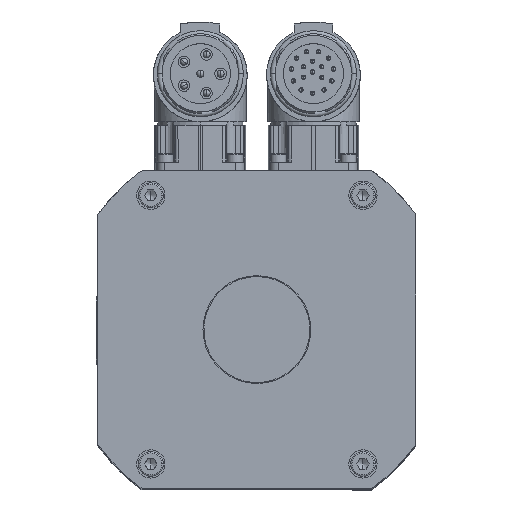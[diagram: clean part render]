
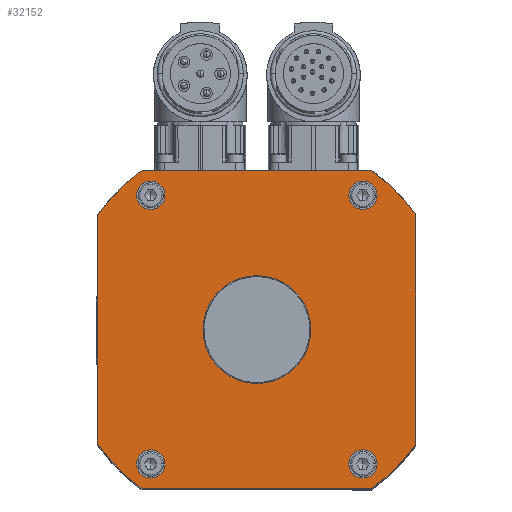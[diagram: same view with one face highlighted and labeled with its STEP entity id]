
A CAD part, top view. The second image highlights one B-rep face of the part: STEP entity #32152.
In plain terms, the highlighted planar face has unit normal (0, 0, 1).
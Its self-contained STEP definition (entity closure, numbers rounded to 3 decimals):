
#10534=CARTESIAN_POINT('',(-30.,42.,201.));
#10535=VERTEX_POINT('',#10534);
#10551=CARTESIAN_POINT('',(-30.,34.,201.));
#10552=VERTEX_POINT('',#10551);
#10559=CARTESIAN_POINT('',(-30.,38.,201.));
#10560=DIRECTION('',(0.0,0.0,-1.0));
#10561=DIRECTION('',(0.0,1.0,0.0));
#10562=AXIS2_PLACEMENT_3D('',#10559,#10560,#10561);
#10563=CIRCLE('',#10562,4.0);
#10564=EDGE_CURVE('',#10535,#10552,#10563,.T.);
#10597=CARTESIAN_POINT('',(-30.,-34.,201.));
#10598=VERTEX_POINT('',#10597);
#10614=CARTESIAN_POINT('',(-30.,-42.,201.));
#10615=VERTEX_POINT('',#10614);
#10622=CARTESIAN_POINT('',(-30.,-38.,201.));
#10623=DIRECTION('',(0.0,0.0,-1.0));
#10624=DIRECTION('',(0.0,1.0,0.0));
#10625=AXIS2_PLACEMENT_3D('',#10622,#10623,#10624);
#10626=CIRCLE('',#10625,4.0);
#10627=EDGE_CURVE('',#10598,#10615,#10626,.T.);
#10660=CARTESIAN_POINT('',(30.,-34.,201.));
#10661=VERTEX_POINT('',#10660);
#10677=CARTESIAN_POINT('',(30.,-42.,201.));
#10678=VERTEX_POINT('',#10677);
#10685=CARTESIAN_POINT('',(30.,-38.,201.));
#10686=DIRECTION('',(0.0,0.0,-1.0));
#10687=DIRECTION('',(0.0,1.0,0.0));
#10688=AXIS2_PLACEMENT_3D('',#10685,#10686,#10687);
#10689=CIRCLE('',#10688,4.0);
#10690=EDGE_CURVE('',#10661,#10678,#10689,.T.);
#10723=CARTESIAN_POINT('',(30.,42.,201.));
#10724=VERTEX_POINT('',#10723);
#10740=CARTESIAN_POINT('',(30.,34.,201.));
#10741=VERTEX_POINT('',#10740);
#10748=CARTESIAN_POINT('',(30.,38.,201.));
#10749=DIRECTION('',(0.0,0.0,-1.0));
#10750=DIRECTION('',(0.0,1.0,0.0));
#10751=AXIS2_PLACEMENT_3D('',#10748,#10749,#10750);
#10752=CIRCLE('',#10751,4.0);
#10753=EDGE_CURVE('',#10724,#10741,#10752,.T.);
#10786=CARTESIAN_POINT('',(0.,15.25,201.));
#10787=VERTEX_POINT('',#10786);
#10803=CARTESIAN_POINT('',(0.,-15.25,201.));
#10804=VERTEX_POINT('',#10803);
#10811=CARTESIAN_POINT('',(0.,0.,201.));
#10812=DIRECTION('',(0.0,0.0,-1.0));
#10813=DIRECTION('',(0.0,1.0,0.0));
#10814=AXIS2_PLACEMENT_3D('',#10811,#10812,#10813);
#10815=CIRCLE('',#10814,15.25);
#10816=EDGE_CURVE('',#10787,#10804,#10815,.T.);
#32027=CARTESIAN_POINT('',(0.,0.,201.));
#32028=DIRECTION('',(0.0,0.0,-1.0));
#32029=DIRECTION('',(-1.0,0.0,0.0));
#32030=AXIS2_PLACEMENT_3D('',#32027,#32028,#32029);
#32031=PLANE('',#32030);
#32032=CARTESIAN_POINT('',(32.485,45.,201.));
#32033=VERTEX_POINT('',#32032);
#32034=CARTESIAN_POINT('',(45.,32.485,201.));
#32035=VERTEX_POINT('',#32034);
#32036=CARTESIAN_POINT('',(0.,0.,201.));
#32037=DIRECTION('',(0.,0.,-1.0));
#32038=DIRECTION('',(0.811,0.585,0.));
#32039=AXIS2_PLACEMENT_3D('',#32036,#32037,#32038);
#32040=CIRCLE('',#32039,55.5);
#32041=EDGE_CURVE('',#32033,#32035,#32040,.T.);
#32042=ORIENTED_EDGE('',*,*,#32041,.F.);
#32043=CARTESIAN_POINT('',(-32.485,45.,201.));
#32044=VERTEX_POINT('',#32043);
#32045=CARTESIAN_POINT('',(-32.485,45.,201.));
#32046=DIRECTION('',(1.0,0.0,0.0));
#32047=VECTOR('',#32046,64.969);
#32048=LINE('',#32045,#32047);
#32049=EDGE_CURVE('',#32044,#32033,#32048,.T.);
#32050=ORIENTED_EDGE('',*,*,#32049,.F.);
#32051=CARTESIAN_POINT('',(-45.,32.485,201.));
#32052=VERTEX_POINT('',#32051);
#32053=CARTESIAN_POINT('',(0.,0.,201.));
#32054=DIRECTION('',(0.,0.,-1.0));
#32055=DIRECTION('',(-0.585,0.811,0.));
#32056=AXIS2_PLACEMENT_3D('',#32053,#32054,#32055);
#32057=CIRCLE('',#32056,55.5);
#32058=EDGE_CURVE('',#32052,#32044,#32057,.T.);
#32059=ORIENTED_EDGE('',*,*,#32058,.F.);
#32060=CARTESIAN_POINT('',(-45.,-32.485,201.));
#32061=VERTEX_POINT('',#32060);
#32062=CARTESIAN_POINT('',(-45.,-32.485,201.));
#32063=DIRECTION('',(0.0,1.0,0.0));
#32064=VECTOR('',#32063,64.969);
#32065=LINE('',#32062,#32064);
#32066=EDGE_CURVE('',#32061,#32052,#32065,.T.);
#32067=ORIENTED_EDGE('',*,*,#32066,.F.);
#32068=CARTESIAN_POINT('',(-32.485,-45.,201.));
#32069=VERTEX_POINT('',#32068);
#32070=CARTESIAN_POINT('',(0.,0.,201.));
#32071=DIRECTION('',(0.,0.,-1.));
#32072=DIRECTION('',(-0.811,-0.585,0.));
#32073=AXIS2_PLACEMENT_3D('',#32070,#32071,#32072);
#32074=CIRCLE('',#32073,55.5);
#32075=EDGE_CURVE('',#32069,#32061,#32074,.T.);
#32076=ORIENTED_EDGE('',*,*,#32075,.F.);
#32077=CARTESIAN_POINT('',(32.485,-45.,201.));
#32078=VERTEX_POINT('',#32077);
#32079=CARTESIAN_POINT('',(32.485,-45.,201.));
#32080=DIRECTION('',(-1.0,0.0,0.0));
#32081=VECTOR('',#32080,64.969);
#32082=LINE('',#32079,#32081);
#32083=EDGE_CURVE('',#32078,#32069,#32082,.T.);
#32084=ORIENTED_EDGE('',*,*,#32083,.F.);
#32085=CARTESIAN_POINT('',(45.,-32.485,201.));
#32086=VERTEX_POINT('',#32085);
#32087=CARTESIAN_POINT('',(0.,0.,201.));
#32088=DIRECTION('',(0.,0.,-1.0));
#32089=DIRECTION('',(0.585,-0.811,0.));
#32090=AXIS2_PLACEMENT_3D('',#32087,#32088,#32089);
#32091=CIRCLE('',#32090,55.5);
#32092=EDGE_CURVE('',#32086,#32078,#32091,.T.);
#32093=ORIENTED_EDGE('',*,*,#32092,.F.);
#32094=CARTESIAN_POINT('',(45.,32.485,201.));
#32095=DIRECTION('',(0.0,-1.0,0.0));
#32096=VECTOR('',#32095,64.969);
#32097=LINE('',#32094,#32096);
#32098=EDGE_CURVE('',#32035,#32086,#32097,.T.);
#32099=ORIENTED_EDGE('',*,*,#32098,.F.);
#32100=EDGE_LOOP('',(#32042,#32050,#32059,#32067,#32076,#32084,#32093,#32099));
#32101=FACE_OUTER_BOUND('',#32100,.T.);
#32102=ORIENTED_EDGE('',*,*,#10564,.T.);
#32103=CARTESIAN_POINT('',(-30.,38.,201.));
#32104=DIRECTION('',(0.0,0.0,-1.0));
#32105=DIRECTION('',(0.0,1.0,0.0));
#32106=AXIS2_PLACEMENT_3D('',#32103,#32104,#32105);
#32107=CIRCLE('',#32106,4.0);
#32108=EDGE_CURVE('',#10552,#10535,#32107,.T.);
#32109=ORIENTED_EDGE('',*,*,#32108,.T.);
#32110=EDGE_LOOP('',(#32102,#32109));
#32111=FACE_BOUND('',#32110,.T.);
#32112=ORIENTED_EDGE('',*,*,#10627,.T.);
#32113=CARTESIAN_POINT('',(-30.,-38.,201.));
#32114=DIRECTION('',(0.0,0.0,-1.0));
#32115=DIRECTION('',(0.0,1.0,0.0));
#32116=AXIS2_PLACEMENT_3D('',#32113,#32114,#32115);
#32117=CIRCLE('',#32116,4.0);
#32118=EDGE_CURVE('',#10615,#10598,#32117,.T.);
#32119=ORIENTED_EDGE('',*,*,#32118,.T.);
#32120=EDGE_LOOP('',(#32112,#32119));
#32121=FACE_BOUND('',#32120,.T.);
#32122=ORIENTED_EDGE('',*,*,#10690,.T.);
#32123=CARTESIAN_POINT('',(30.,-38.,201.));
#32124=DIRECTION('',(0.0,0.0,-1.0));
#32125=DIRECTION('',(0.0,1.0,0.0));
#32126=AXIS2_PLACEMENT_3D('',#32123,#32124,#32125);
#32127=CIRCLE('',#32126,4.0);
#32128=EDGE_CURVE('',#10678,#10661,#32127,.T.);
#32129=ORIENTED_EDGE('',*,*,#32128,.T.);
#32130=EDGE_LOOP('',(#32122,#32129));
#32131=FACE_BOUND('',#32130,.T.);
#32132=ORIENTED_EDGE('',*,*,#10753,.T.);
#32133=CARTESIAN_POINT('',(30.,38.,201.));
#32134=DIRECTION('',(0.0,0.0,-1.0));
#32135=DIRECTION('',(0.0,1.0,0.0));
#32136=AXIS2_PLACEMENT_3D('',#32133,#32134,#32135);
#32137=CIRCLE('',#32136,4.0);
#32138=EDGE_CURVE('',#10741,#10724,#32137,.T.);
#32139=ORIENTED_EDGE('',*,*,#32138,.T.);
#32140=EDGE_LOOP('',(#32132,#32139));
#32141=FACE_BOUND('',#32140,.T.);
#32142=ORIENTED_EDGE('',*,*,#10816,.T.);
#32143=CARTESIAN_POINT('',(0.,0.,201.));
#32144=DIRECTION('',(0.0,0.0,-1.0));
#32145=DIRECTION('',(0.0,1.0,0.0));
#32146=AXIS2_PLACEMENT_3D('',#32143,#32144,#32145);
#32147=CIRCLE('',#32146,15.25);
#32148=EDGE_CURVE('',#10804,#10787,#32147,.T.);
#32149=ORIENTED_EDGE('',*,*,#32148,.T.);
#32150=EDGE_LOOP('',(#32142,#32149));
#32151=FACE_BOUND('',#32150,.T.);
#32152=ADVANCED_FACE('',(#32101,#32111,#32121,#32131,#32141,#32151),#32031,.F.);
